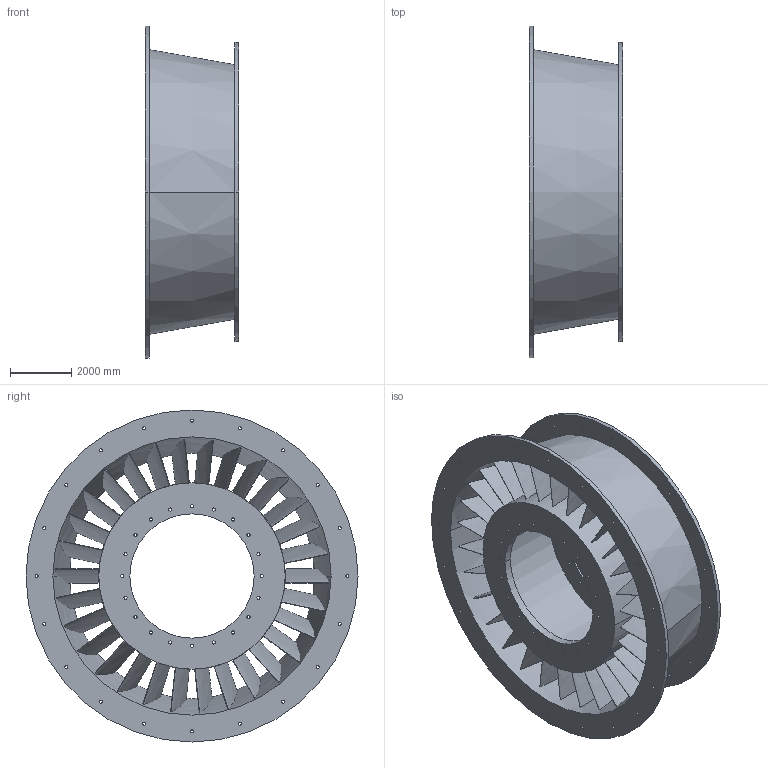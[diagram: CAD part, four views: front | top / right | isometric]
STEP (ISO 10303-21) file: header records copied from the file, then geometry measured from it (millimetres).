
FILE_DESCRIPTION((''),'2;1');
FILE_NAME('REAR_CASE','2025-12-19T09:18:49',('H576696'),('Honeywell International Inc.'),'CREO PARAMETRIC BY PTC INC, 2023134','CREO PARAMETRIC BY PTC INC, 2023134','');
FILE_SCHEMA(('AUTOMOTIVE_DESIGN { 1 0 10303 214 1 1 1 1 }'));
Length unit declared in the file: inch
Products named in the file (1): REAR_CASE
Bounding box: 3048 x 10859.52 x 10859.52 mm (x, y, z)
Volume: 46126058699.9 mm3; surface area: 607913363.5 mm2
Topology: 1 solids, 1 shells, 244 faces, 720 edges, 480 vertices
Faces by surface type: cylinder 172, extrusion 60, plane 8, cone 4
Entity records: 33411 total; most frequent: CARTESIAN_POINT 21951, DIRECTION 1494, ORIENTED_EDGE 1440, PRESENTATION_STYLE_ASSIGNMENT 1025, STYLED_ITEM 1025, CURVE_STYLE 780, EDGE_CURVE 720, AXIS2_PLACEMENT_3D 597
